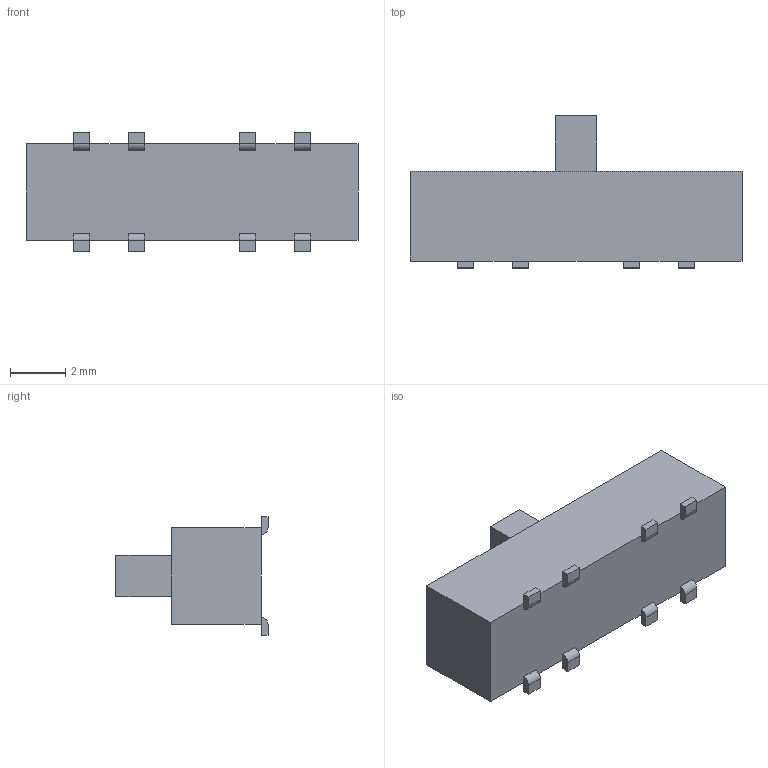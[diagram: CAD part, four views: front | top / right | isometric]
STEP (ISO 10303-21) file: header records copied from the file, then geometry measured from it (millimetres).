
FILE_DESCRIPTION (( 'STEP AP214' ), '1' );
FILE_NAME ('CL-SB-23B-0XX.STEP', '2022-06-17T13:29:30', ( '' ), ( '' ), 'SwSTEP 2.0', 'SolidWorks 2021', '' );
FILE_SCHEMA (( 'AUTOMOTIVE_DESIGN' ));
Length unit declared in the file: millimetre
Products named in the file (1): CL-SB-23B-0XX
Bounding box: 12 x 5.5 x 4.3 mm (x, y, z)
Volume: 141.3 mm3; surface area: 206 mm2
Topology: 1 solids, 1 shells, 67 faces, 172 edges, 108 vertices
Faces by surface type: plane 59, cylinder 8
Entity records: 2225 total; most frequent: CARTESIAN_POINT 348, ORIENTED_EDGE 344, DIRECTION 324, EDGE_CURVE 172, LINE 156, VECTOR 156, VERTEX_POINT 108, AXIS2_PLACEMENT_3D 84
